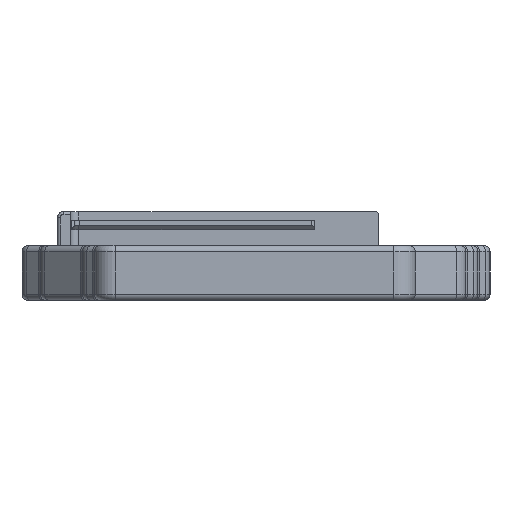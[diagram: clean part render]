
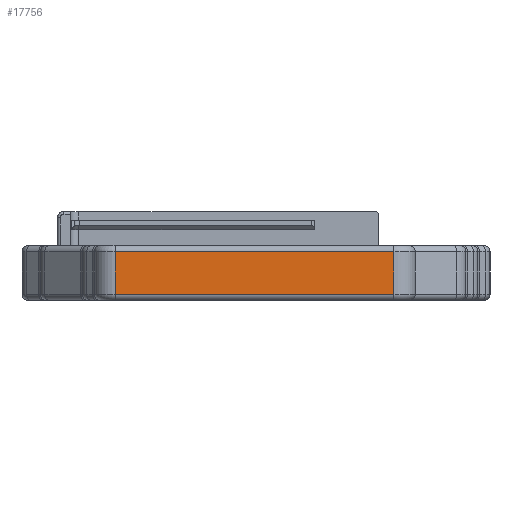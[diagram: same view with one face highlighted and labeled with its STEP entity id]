
A CAD part, left-side view. The second image highlights one B-rep face of the part: STEP entity #17756.
In plain terms, the highlighted planar face has unit normal (-1, 0, 0).
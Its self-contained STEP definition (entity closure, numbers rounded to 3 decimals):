
#2004=FACE_OUTER_BOUND('',#3013,.T.);
#3013=EDGE_LOOP('',(#12392,#12393,#12394,#12395));
#4075=LINE('',#26776,#5697);
#4097=LINE('',#26905,#5719);
#4184=LINE('',#27252,#5806);
#4195=LINE('',#27332,#5817);
#5697=VECTOR('',#20980,10.);
#5719=VECTOR('',#21132,10.);
#5806=VECTOR('',#21489,10.);
#5817=VECTOR('',#21600,10.);
#7341=VERTEX_POINT('',#26766);
#7343=VERTEX_POINT('',#26772);
#7386=VERTEX_POINT('',#26903);
#7509=VERTEX_POINT('',#27243);
#9133=EDGE_CURVE('',#7341,#7343,#4075,.T.);
#9198=EDGE_CURVE('',#7341,#7386,#4097,.T.);
#9372=EDGE_CURVE('',#7509,#7386,#4184,.T.);
#9412=EDGE_CURVE('',#7343,#7509,#4195,.T.);
#12392=ORIENTED_EDGE('',*,*,#9133,.F.);
#12393=ORIENTED_EDGE('',*,*,#9198,.T.);
#12394=ORIENTED_EDGE('',*,*,#9372,.F.);
#12395=ORIENTED_EDGE('',*,*,#9412,.F.);
#17257=PLANE('',#18993);
#17756=ADVANCED_FACE('',(#2004),#17257,.T.);
#18993=AXIS2_PLACEMENT_3D('',#27331,#21598,#21599);
#20980=DIRECTION('',(0.,1.,0.));
#21132=DIRECTION('',(0.,0.,1.));
#21489=DIRECTION('',(0.,-1.,0.));
#21598=DIRECTION('center_axis',(-1.,0.,0.));
#21599=DIRECTION('ref_axis',(0.,-1.,0.));
#21600=DIRECTION('',(0.,0.,1.));
#26766=CARTESIAN_POINT('',(-142.15,16.293,1.2));
#26772=CARTESIAN_POINT('',(-142.15,69.493,1.2));
#26776=CARTESIAN_POINT('',(-142.15,56.068,1.2));
#26903=CARTESIAN_POINT('',(-142.15,16.293,9.3));
#26905=CARTESIAN_POINT('',(-142.15,16.293,0.));
#27243=CARTESIAN_POINT('',(-142.15,69.493,9.3));
#27252=CARTESIAN_POINT('',(-142.15,56.068,9.3));
#27331=CARTESIAN_POINT('Origin',(-142.15,69.493,0.));
#27332=CARTESIAN_POINT('',(-142.15,69.493,0.));
